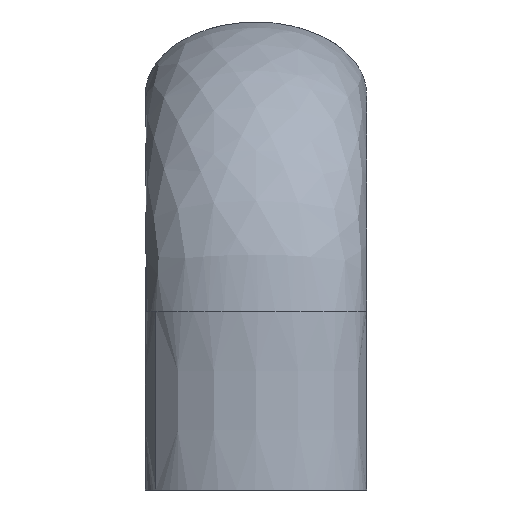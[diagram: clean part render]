
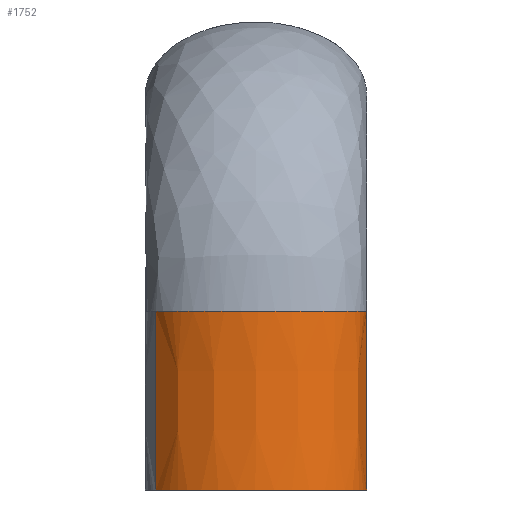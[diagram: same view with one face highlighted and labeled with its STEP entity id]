
A CAD part, left-side view. The second image highlights one B-rep face of the part: STEP entity #1752.
In plain terms, the highlighted free-form (B-spline) face has degree [3, 3] with [12, 4] control points.
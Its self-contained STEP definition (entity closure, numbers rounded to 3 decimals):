
#1476=CARTESIAN_POINT('',(-3.619,11.763,21.));
#1477=VERTEX_POINT('',#1476);
#1487=CARTESIAN_POINT('',(0.,-13.0,21.));
#1488=VERTEX_POINT('',#1487);
#1489=CARTESIAN_POINT('',(-3.619,11.763,21.));
#1490=CARTESIAN_POINT('',(-4.505,11.125,21.));
#1491=CARTESIAN_POINT('',(-5.318,10.251,21.));
#1492=CARTESIAN_POINT('',(-7.584,6.786,21.));
#1493=CARTESIAN_POINT('',(-8.5,3.403,21.));
#1494=CARTESIAN_POINT('',(-8.5,-3.403,21.));
#1495=CARTESIAN_POINT('',(-7.584,-6.786,21.));
#1496=CARTESIAN_POINT('',(-5.224,-10.396,21.));
#1497=CARTESIAN_POINT('',(-4.281,-11.359,21.));
#1498=CARTESIAN_POINT('',(-2.225,-12.662,21.));
#1499=CARTESIAN_POINT('',(-1.113,-13.0,21.));
#1500=CARTESIAN_POINT('',(0.,-13.0,21.));
#1501=B_SPLINE_CURVE_WITH_KNOTS('',3,(#1489,#1490,#1491,#1492,#1493,#1494,#1495,#1496,#1497,#1498,#1499,#1500),.UNSPECIFIED.,.F.,.U.,(4,2,2,2,2,4),(0.57,0.625,0.75,0.875,0.938,1.0),.UNSPECIFIED.);
#1502=EDGE_CURVE('',#1477,#1488,#1501,.T.);
#1664=CARTESIAN_POINT('',(-3.619,11.763,0.0));
#1665=CARTESIAN_POINT('',(-4.505,11.125,0.0));
#1666=CARTESIAN_POINT('',(-5.318,10.251,0.0));
#1667=CARTESIAN_POINT('',(-7.584,6.786,0.0));
#1668=CARTESIAN_POINT('',(-8.5,3.403,0.0));
#1669=CARTESIAN_POINT('',(-8.5,-3.403,0.0));
#1670=CARTESIAN_POINT('',(-7.584,-6.786,0.0));
#1671=CARTESIAN_POINT('',(-5.224,-10.396,0.0));
#1672=CARTESIAN_POINT('',(-4.281,-11.359,0.0));
#1673=CARTESIAN_POINT('',(-2.225,-12.662,0.0));
#1674=CARTESIAN_POINT('',(-1.113,-13.0,0.0));
#1675=CARTESIAN_POINT('',(0.,-13.0,0.0));
#1676=CARTESIAN_POINT('',(-3.619,11.763,7.));
#1677=CARTESIAN_POINT('',(-4.505,11.125,7.));
#1678=CARTESIAN_POINT('',(-5.318,10.251,7.));
#1679=CARTESIAN_POINT('',(-7.584,6.786,7.));
#1680=CARTESIAN_POINT('',(-8.5,3.403,7.));
#1681=CARTESIAN_POINT('',(-8.5,-3.403,7.));
#1682=CARTESIAN_POINT('',(-7.584,-6.786,7.));
#1683=CARTESIAN_POINT('',(-5.224,-10.396,7.));
#1684=CARTESIAN_POINT('',(-4.281,-11.359,7.));
#1685=CARTESIAN_POINT('',(-2.225,-12.662,7.));
#1686=CARTESIAN_POINT('',(-1.113,-13.0,7.));
#1687=CARTESIAN_POINT('',(0.,-13.0,7.));
#1688=CARTESIAN_POINT('',(-3.619,11.763,14.));
#1689=CARTESIAN_POINT('',(-4.505,11.125,14.));
#1690=CARTESIAN_POINT('',(-5.318,10.251,14.));
#1691=CARTESIAN_POINT('',(-7.584,6.786,14.));
#1692=CARTESIAN_POINT('',(-8.5,3.403,14.));
#1693=CARTESIAN_POINT('',(-8.5,-3.403,14.));
#1694=CARTESIAN_POINT('',(-7.584,-6.786,14.));
#1695=CARTESIAN_POINT('',(-5.224,-10.396,14.));
#1696=CARTESIAN_POINT('',(-4.281,-11.359,14.));
#1697=CARTESIAN_POINT('',(-2.225,-12.662,14.));
#1698=CARTESIAN_POINT('',(-1.113,-13.0,14.));
#1699=CARTESIAN_POINT('',(0.,-13.0,14.));
#1700=CARTESIAN_POINT('',(-3.619,11.763,21.));
#1701=CARTESIAN_POINT('',(-4.505,11.125,21.));
#1702=CARTESIAN_POINT('',(-5.318,10.251,21.));
#1703=CARTESIAN_POINT('',(-7.584,6.786,21.));
#1704=CARTESIAN_POINT('',(-8.5,3.403,21.));
#1705=CARTESIAN_POINT('',(-8.5,-3.403,21.));
#1706=CARTESIAN_POINT('',(-7.584,-6.786,21.));
#1707=CARTESIAN_POINT('',(-5.224,-10.396,21.));
#1708=CARTESIAN_POINT('',(-4.281,-11.359,21.));
#1709=CARTESIAN_POINT('',(-2.225,-12.662,21.));
#1710=CARTESIAN_POINT('',(-1.113,-13.0,21.));
#1711=CARTESIAN_POINT('',(0.,-13.0,21.));
#1712=B_SPLINE_SURFACE_WITH_KNOTS('',3,3,((#1664,#1676,#1688,#1700),(#1665,#1677,#1689,#1701),(#1666,#1678,#1690,#1702),(#1667,#1679,#1691,#1703),(#1668,#1680,#1692,#1704),(#1669,#1681,#1693,#1705),(#1670,#1682,#1694,#1706),(#1671,#1683,#1695,#1707),(#1672,#1684,#1696,#1708),(#1673,#1685,#1697,#1709),(#1674,#1686,#1698,#1710),(#1675,#1687,#1699,#1711)),.UNSPECIFIED.,.F.,.F.,.U.,(4,2,2,2,2,4),(4,4),(0.0,4.402,14.405,24.409,29.41,34.412),(0.0,21.),.UNSPECIFIED.);
#1713=ORIENTED_EDGE('',*,*,#1502,.F.);
#1714=CARTESIAN_POINT('',(-3.619,11.763,0.0));
#1715=VERTEX_POINT('',#1714);
#1716=CARTESIAN_POINT('',(-3.619,11.763,0.0));
#1717=CARTESIAN_POINT('',(-3.619,11.763,7.));
#1718=CARTESIAN_POINT('',(-3.619,11.763,14.));
#1719=CARTESIAN_POINT('',(-3.619,11.763,21.));
#1720=B_SPLINE_CURVE_WITH_KNOTS('',3,(#1716,#1717,#1718,#1719),.UNSPECIFIED.,.F.,.U.,(4,4),(0.0,0.105),.UNSPECIFIED.);
#1721=EDGE_CURVE('',#1715,#1477,#1720,.T.);
#1722=ORIENTED_EDGE('',*,*,#1721,.F.);
#1723=CARTESIAN_POINT('',(0.,-13.0,0.0));
#1724=VERTEX_POINT('',#1723);
#1725=CARTESIAN_POINT('',(-3.619,11.763,0.0));
#1726=CARTESIAN_POINT('',(-4.957,10.803,0.0));
#1727=CARTESIAN_POINT('',(-6.01,9.192,0.0));
#1728=CARTESIAN_POINT('',(-7.206,7.363,0.0));
#1729=CARTESIAN_POINT('',(-7.853,4.975,0.0));
#1730=CARTESIAN_POINT('',(-8.5,2.585,0.0));
#1731=CARTESIAN_POINT('',(-8.5,0.,0.0));
#1732=CARTESIAN_POINT('',(-8.5,-2.587,0.0));
#1733=CARTESIAN_POINT('',(-7.853,-4.975,0.0));
#1734=CARTESIAN_POINT('',(-7.206,-7.365,0.0));
#1735=CARTESIAN_POINT('',(-6.01,-9.192,0.0));
#1736=CARTESIAN_POINT('',(-4.814,-11.021,0.0));
#1737=CARTESIAN_POINT('',(-3.253,-12.01,0.0));
#1738=CARTESIAN_POINT('',(-1.691,-13.,0.0));
#1739=CARTESIAN_POINT('',(0.,-13.0,0.0));
#1740=B_SPLINE_CURVE_WITH_KNOTS('',2,(#1725,#1726,#1727,#1728,#1729,#1730,#1731,#1732,#1733,#1734,#1735,#1736,#1737,#1738,#1739),.UNSPECIFIED.,.F.,.U.,(3,2,2,2,2,2,2,3),(0.14,0.25,0.375,0.5,0.625,0.75,0.875,1.0),.UNSPECIFIED.);
#1741=EDGE_CURVE('',#1715,#1724,#1740,.T.);
#1742=ORIENTED_EDGE('',*,*,#1741,.T.);
#1743=CARTESIAN_POINT('',(0.,-13.0,0.0));
#1744=CARTESIAN_POINT('',(0.,-13.0,7.));
#1745=CARTESIAN_POINT('',(0.,-13.0,14.));
#1746=CARTESIAN_POINT('',(0.,-13.0,21.));
#1747=B_SPLINE_CURVE_WITH_KNOTS('',3,(#1743,#1744,#1745,#1746),.UNSPECIFIED.,.F.,.U.,(4,4),(0.0,0.105),.UNSPECIFIED.);
#1748=EDGE_CURVE('',#1724,#1488,#1747,.T.);
#1749=ORIENTED_EDGE('',*,*,#1748,.T.);
#1750=EDGE_LOOP('',(#1713,#1722,#1742,#1749));
#1751=FACE_OUTER_BOUND('',#1750,.T.);
#1752=ADVANCED_FACE('',(#1751),#1712,.T.);
